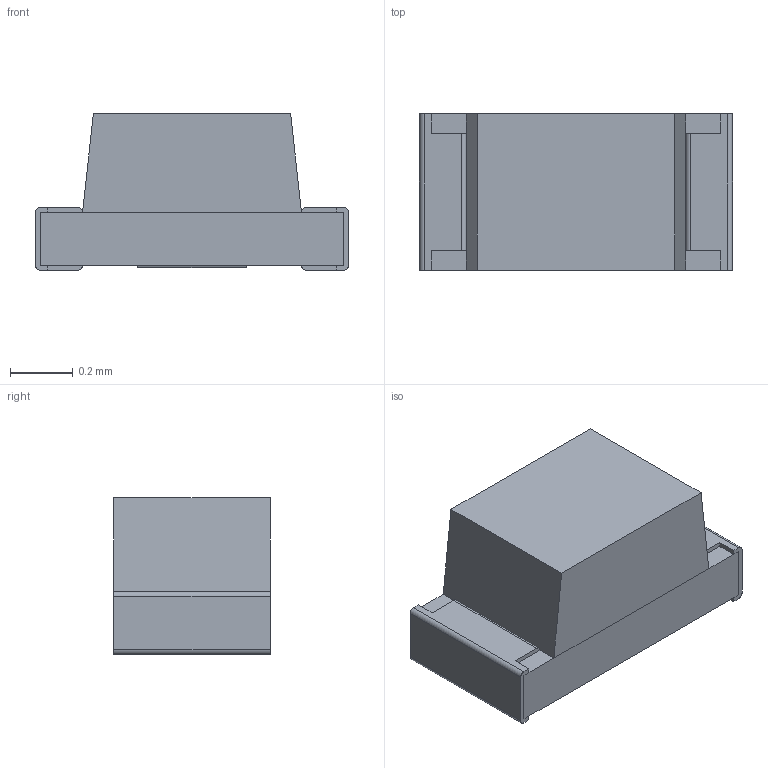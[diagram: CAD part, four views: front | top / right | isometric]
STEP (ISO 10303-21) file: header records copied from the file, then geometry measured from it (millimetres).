
FILE_DESCRIPTION(/* description */ ('model of LED_0402_1005Metric'),/* implementation_level */ '2;1');
FILE_NAME(/* name */ 'LED_0402_1005Metric.step',/* time_stamp */ '2018-03-14T23:51:39',/* author */ ('kicad StepUp','ksu'),/* organization */ ('FreeCAD'),/* preprocessor_version */ 'OCC',/* originating_system */ 'kicad StepUp',/* authorisation */ '');
FILE_SCHEMA(('AUTOMOTIVE_DESIGN { 1 0 10303 214 1 1 1 1 }'));
Length unit declared in the file: millimetre
Products named in the file (1): LED_0402_1005Metric
Bounding box: 1 x 0.5 x 0.5 mm (x, y, z)
Volume: 0.2 mm3; surface area: 2.3 mm2
Topology: 1 solids, 1 shells, 50 faces, 133 edges, 86 vertices
Faces by surface type: plane 42, cylinder 8
Entity records: 1057 total; most frequent: ORIENTED_EDGE 215, CARTESIAN_POINT 156, EDGE_CURVE 133, LINE 93, VERTEX_POINT 86, AXIS2_PLACEMENT_3D 54, FACE_BOUND 51, EDGE_LOOP 51
